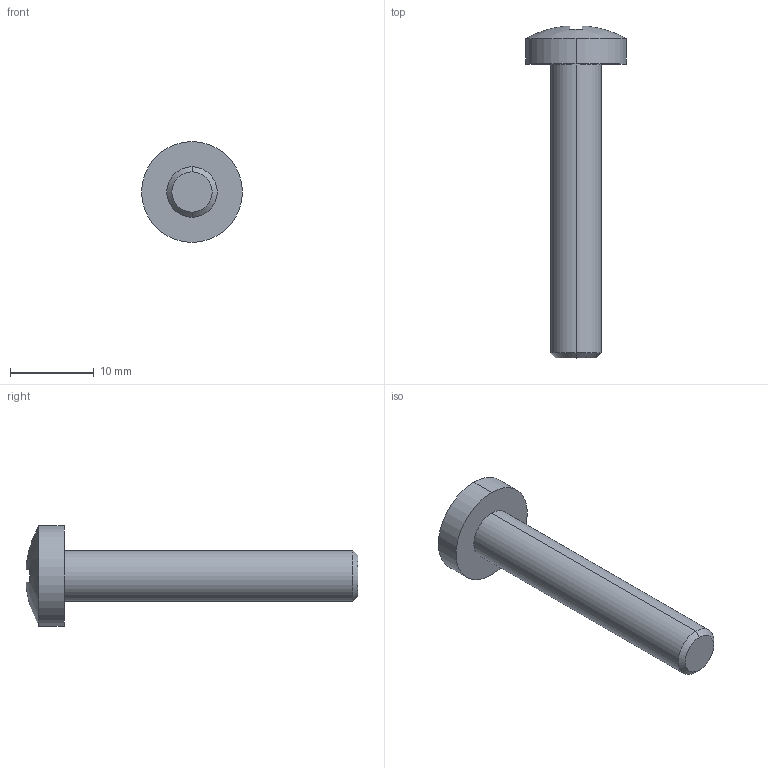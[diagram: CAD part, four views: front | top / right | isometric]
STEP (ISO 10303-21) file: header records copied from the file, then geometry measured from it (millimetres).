
FILE_DESCRIPTION (( 'STEP AP214' ), '1' );
FILE_NAME ('DIN 7985 M6x35 Grade A2f.STEP', '2015-10-26T08:13:18', ( '' ), ( '' ), 'SwSTEP 2.0', 'SolidWorks 2015', '' );
FILE_SCHEMA (( 'AUTOMOTIVE_DESIGN' ));
Length unit declared in the file: millimetre
Products named in the file (1): DIN 7985 M6x35 Grade A2f
Bounding box: 12 x 39.53 x 12 mm (x, y, z)
Volume: 1367.8 mm3; surface area: 1065.9 mm2
Topology: 1 solids, 1 shells, 28 faces, 74 edges, 49 vertices
Faces by surface type: plane 14, cylinder 8, sphere 4, cone 2
Entity records: 968 total; most frequent: CARTESIAN_POINT 208, DIRECTION 168, ORIENTED_EDGE 148, EDGE_CURVE 74, AXIS2_PLACEMENT_3D 73, VERTEX_POINT 49, CIRCLE 44, EDGE_LOOP 29
